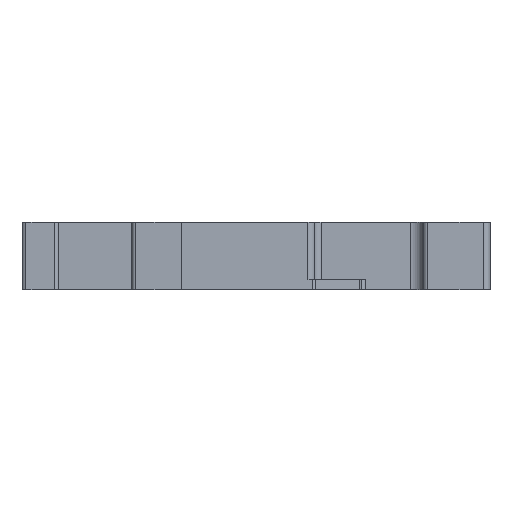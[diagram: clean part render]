
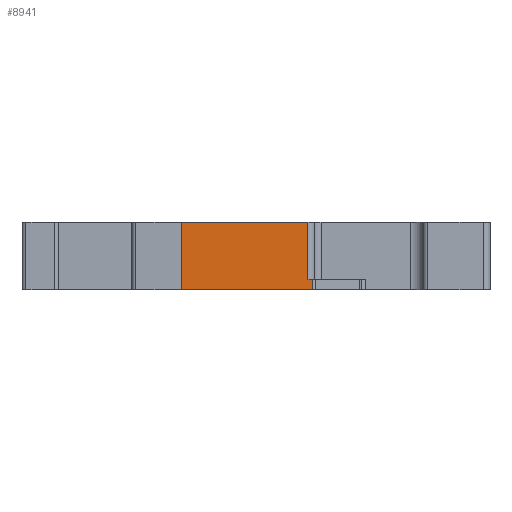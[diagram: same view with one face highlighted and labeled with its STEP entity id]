
A CAD part, left-side view. The second image highlights one B-rep face of the part: STEP entity #8941.
In plain terms, the highlighted planar face has unit normal (-1, 0, 0).
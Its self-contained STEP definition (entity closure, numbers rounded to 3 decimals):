
#77=DIRECTION('',(0.,-1.,0.));
#78=VECTOR('',#77,9.876);
#79=CARTESIAN_POINT('',(-36.1,17.2,-2.95));
#80=LINE('',#79,#78);
#763=DIRECTION('',(0.,1.,0.));
#764=VECTOR('',#763,9.5);
#765=CARTESIAN_POINT('',(-36.1,7.7,2.15));
#766=LINE('',#765,#764);
#3010=DIRECTION('',(0.,0.,1.));
#3011=VECTOR('',#3010,5.1);
#3012=CARTESIAN_POINT('',(-36.1,17.2,-2.95));
#3013=LINE('',#3012,#3011);
#3014=DIRECTION('',(0.,0.,1.));
#3015=VECTOR('',#3014,4.3);
#3016=CARTESIAN_POINT('',(-36.1,7.7,-2.15));
#3017=LINE('',#3016,#3015);
#3036=DIRECTION('',(0.,1.,0.));
#3037=VECTOR('',#3036,0.376);
#3038=CARTESIAN_POINT('',(-36.1,7.324,-2.15));
#3039=LINE('',#3038,#3037);
#3071=DIRECTION('',(0.,0.,1.));
#3072=VECTOR('',#3071,0.8);
#3073=CARTESIAN_POINT('',(-36.1,7.324,-2.95));
#3074=LINE('',#3073,#3072);
#3797=CARTESIAN_POINT('',(-36.1,17.2,-2.95));
#3798=VERTEX_POINT('',#3797);
#3799=CARTESIAN_POINT('',(-36.1,7.324,-2.95));
#3800=VERTEX_POINT('',#3799);
#4085=CARTESIAN_POINT('',(-36.1,7.7,2.15));
#4086=VERTEX_POINT('',#4085);
#4087=CARTESIAN_POINT('',(-36.1,17.2,2.15));
#4088=VERTEX_POINT('',#4087);
#4325=CARTESIAN_POINT('',(-36.1,7.324,-2.15));
#4326=VERTEX_POINT('',#4325);
#4327=CARTESIAN_POINT('',(-36.1,7.7,-2.15));
#4328=VERTEX_POINT('',#4327);
#8925=CARTESIAN_POINT('',(-36.1,29.2,2.15));
#8926=DIRECTION('',(-1.,0.,0.));
#8927=DIRECTION('',(0.,-1.,0.));
#8928=AXIS2_PLACEMENT_3D('',#8925,#8926,#8927);
#8929=PLANE('',#8928);
#8930=ORIENTED_EDGE('',*,*,#4956,.F.);
#8931=ORIENTED_EDGE('',*,*,#8918,.T.);
#8932=ORIENTED_EDGE('',*,*,#5471,.F.);
#8934=ORIENTED_EDGE('',*,*,#8933,.F.);
#8936=ORIENTED_EDGE('',*,*,#8935,.F.);
#8938=ORIENTED_EDGE('',*,*,#8937,.F.);
#8939=EDGE_LOOP('',(#8930,#8931,#8932,#8934,#8936,#8938));
#8940=FACE_OUTER_BOUND('',#8939,.F.);
#8941=ADVANCED_FACE('',(#8940),#8929,.T.);
#4956=EDGE_CURVE('',#3798,#3800,#80,.T.);
#5471=EDGE_CURVE('',#4086,#4088,#766,.T.);
#8918=EDGE_CURVE('',#3798,#4088,#3013,.T.);
#8933=EDGE_CURVE('',#4328,#4086,#3017,.T.);
#8935=EDGE_CURVE('',#4326,#4328,#3039,.T.);
#8937=EDGE_CURVE('',#3800,#4326,#3074,.T.);
